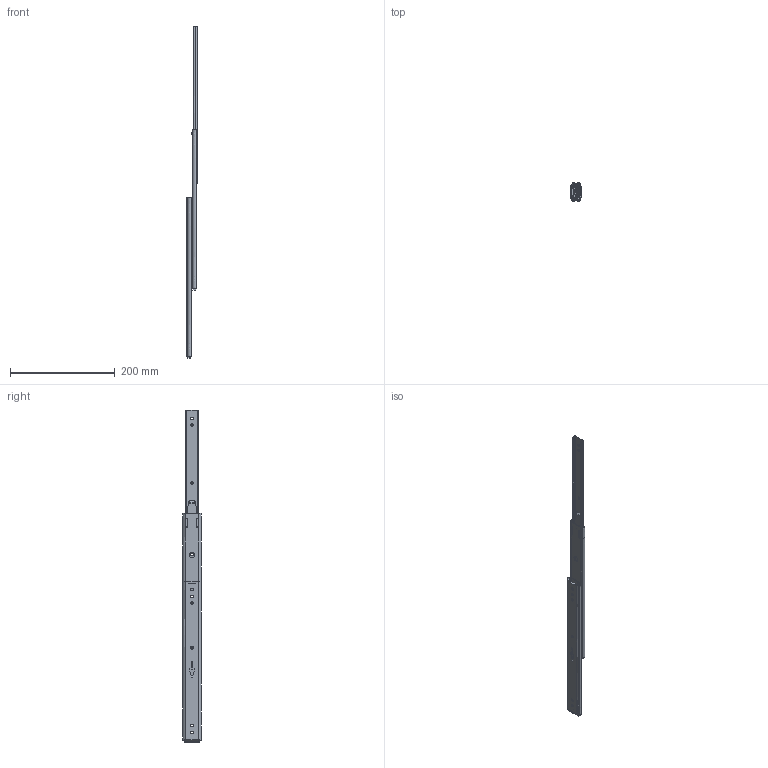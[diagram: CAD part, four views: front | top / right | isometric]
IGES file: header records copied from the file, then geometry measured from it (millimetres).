
Start section: SolidWorks IGES file using analytic representation for surfaces
Bounding box: 19.2 x 35.1 x 635.05 mm (x, y, z)
Surface area: 99132.7 mm2 (no closed solid volume)
Topology: 0 solids, 0 shells, 570 faces, 6995 edges, 6979 vertices
Faces by surface type: revolution 287, bspline 283
